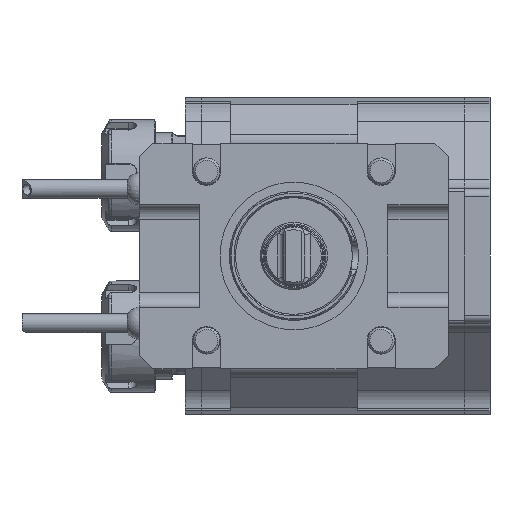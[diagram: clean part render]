
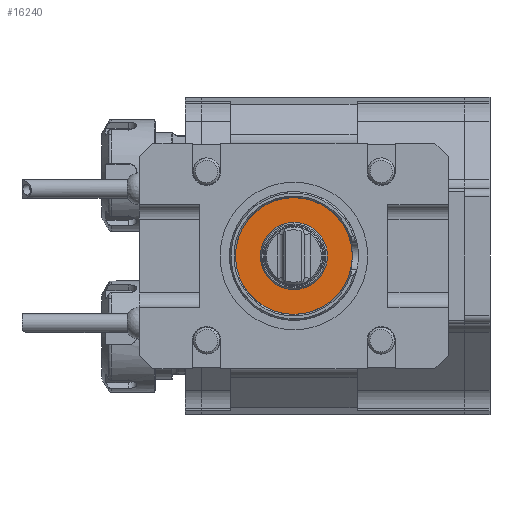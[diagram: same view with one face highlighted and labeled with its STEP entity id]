
A CAD part, front view. The second image highlights one B-rep face of the part: STEP entity #16240.
In plain terms, the highlighted planar face has unit normal (0, -1, 0).
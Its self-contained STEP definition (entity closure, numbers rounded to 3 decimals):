
#154 = VERTEX_POINT ( 'NONE', #5345 ) ;
#1095 = CARTESIAN_POINT ( 'NONE',  ( -82.828, -81.287, 12.5 ) ) ;
#2820 = EDGE_LOOP ( 'NONE', ( #33695 ) ) ;
#4779 = CARTESIAN_POINT ( 'NONE',  ( -82.828, -81.287, 0. ) ) ;
#5345 = CARTESIAN_POINT ( 'NONE',  ( -82.828, -81.287, -21.75 ) ) ;
#7081 = FACE_BOUND ( 'NONE', #2820, .T. ) ;
#7285 = CARTESIAN_POINT ( 'NONE',  ( -82.828, -81.287, -21. ) ) ;
#7546 = EDGE_CURVE ( 'NONE', #14940, #14940, #18617, .T. ) ;
#13341 = DIRECTION ( 'NONE',  ( 0., 1., 0. ) ) ;
#14940 = VERTEX_POINT ( 'NONE', #1095 ) ;
#16240 = ADVANCED_FACE ( 'Defeature completata1_179', ( #32363, #7081 ), #32554, .F. ) ;
#17628 = DIRECTION ( 'NONE',  ( 0., 1., 0. ) ) ;
#17856 = CIRCLE ( 'NONE', #30811, 21.75 ) ;
#18340 = AXIS2_PLACEMENT_3D ( 'NONE', #7285, #13341, #18346 ) ;
#18346 = DIRECTION ( 'NONE',  ( 0., 0., 1. ) ) ;
#18617 = CIRCLE ( 'NONE', #28021, 12.5 ) ;
#19606 = ORIENTED_EDGE ( 'NONE', *, *, #30559, .T. ) ;
#20426 = DIRECTION ( 'NONE',  ( 0., 0., 1. ) ) ;
#25434 = EDGE_LOOP ( 'NONE', ( #19606 ) ) ;
#28021 = AXIS2_PLACEMENT_3D ( 'NONE', #33870, #17628, #20426 ) ;
#30559 = EDGE_CURVE ( 'NONE', #154, #154, #17856, .T. ) ;
#30811 = AXIS2_PLACEMENT_3D ( 'NONE', #4779, #32823, #36325 ) ;
#32363 = FACE_OUTER_BOUND ( 'NONE', #25434, .T. ) ;
#32554 = PLANE ( 'NONE',  #18340 ) ;
#32823 = DIRECTION ( 'NONE',  ( 0., -1., 0. ) ) ;
#33695 = ORIENTED_EDGE ( 'NONE', *, *, #7546, .T. ) ;
#33870 = CARTESIAN_POINT ( 'NONE',  ( -82.828, -81.287, 0. ) ) ;
#36325 = DIRECTION ( 'NONE',  ( 0., 0., -1. ) ) ;
